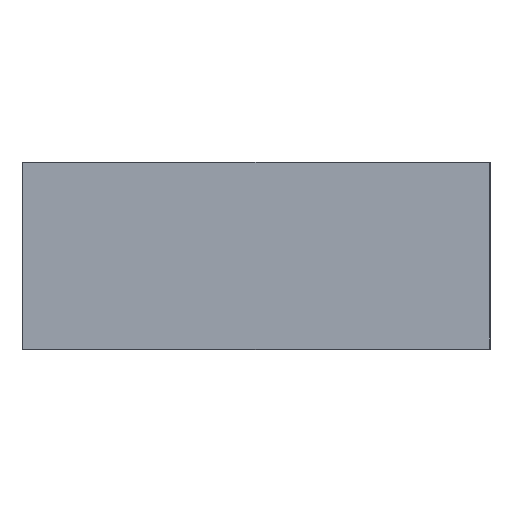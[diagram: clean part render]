
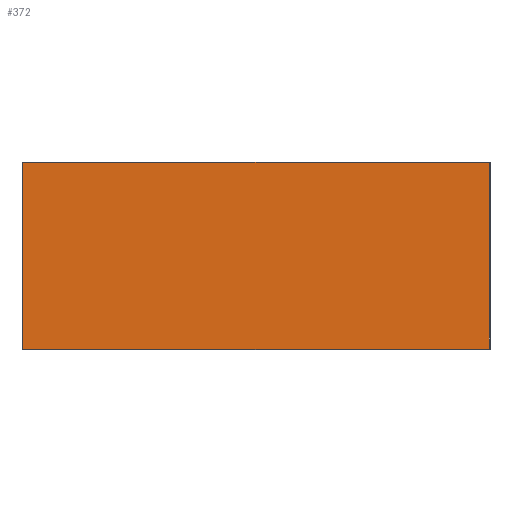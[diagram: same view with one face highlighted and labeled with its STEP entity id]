
A CAD part, top view. The second image highlights one B-rep face of the part: STEP entity #372.
In plain terms, the highlighted face is planar.
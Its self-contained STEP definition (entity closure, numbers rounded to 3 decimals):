
#372=ADVANCED_FACE('',(#471),#1610,.T.);
#471=FACE_OUTER_BOUND('',#570,.T.);
#570=EDGE_LOOP('',(#920,#921,#922,#923));
#920=ORIENTED_EDGE('',*,*,#1166,.T.);
#921=ORIENTED_EDGE('',*,*,#1176,.T.);
#922=ORIENTED_EDGE('',*,*,#1177,.T.);
#923=ORIENTED_EDGE('',*,*,#1178,.T.);
#1166=EDGE_CURVE('',#1511,#1510,#1372,.T.);
#1176=EDGE_CURVE('',#1510,#1520,#1382,.T.);
#1177=EDGE_CURVE('',#1520,#1521,#1383,.T.);
#1178=EDGE_CURVE('',#1521,#1511,#1384,.T.);
#1372=B_SPLINE_CURVE_WITH_KNOTS('',1,(#2705,#2706),.UNSPECIFIED.,.F.,.F.,
(2,2),(-898.,0.),.UNSPECIFIED.);
#1382=B_SPLINE_CURVE_WITH_KNOTS('',1,(#2725,#2726),.UNSPECIFIED.,.F.,.F.,
(2,2),(0.,359.),.UNSPECIFIED.);
#1383=B_SPLINE_CURVE_WITH_KNOTS('',1,(#2727,#2728),.UNSPECIFIED.,.F.,.F.,
(2,2),(0.,898.),.UNSPECIFIED.);
#1384=B_SPLINE_CURVE_WITH_KNOTS('',1,(#2729,#2730),.UNSPECIFIED.,.F.,.F.,
(2,2),(0.,359.),.UNSPECIFIED.);
#1510=VERTEX_POINT('',#2671);
#1511=VERTEX_POINT('',#2672);
#1520=VERTEX_POINT('',#2681);
#1521=VERTEX_POINT('',#2682);
#1610=PLANE('',#1823);
#1823=AXIS2_PLACEMENT_3D('',#2468,#1940,$);
#1940=DIRECTION('',(0.,1.,0.));
#2468=CARTESIAN_POINT('',(-538.8,90.,-215.9));
#2671=CARTESIAN_POINT('',(-449.,90.,-180.));
#2672=CARTESIAN_POINT('',(449.,90.,-180.));
#2681=CARTESIAN_POINT('',(-449.,90.,179.));
#2682=CARTESIAN_POINT('',(449.,90.,179.));
#2705=CARTESIAN_POINT('',(449.,90.,-180.));
#2706=CARTESIAN_POINT('',(-449.,90.,-180.));
#2725=CARTESIAN_POINT('',(-449.,90.,-180.));
#2726=CARTESIAN_POINT('',(-449.,90.,179.));
#2727=CARTESIAN_POINT('',(-449.,90.,179.));
#2728=CARTESIAN_POINT('',(449.,90.,179.));
#2729=CARTESIAN_POINT('',(449.,90.,179.));
#2730=CARTESIAN_POINT('',(449.,90.,-180.));
